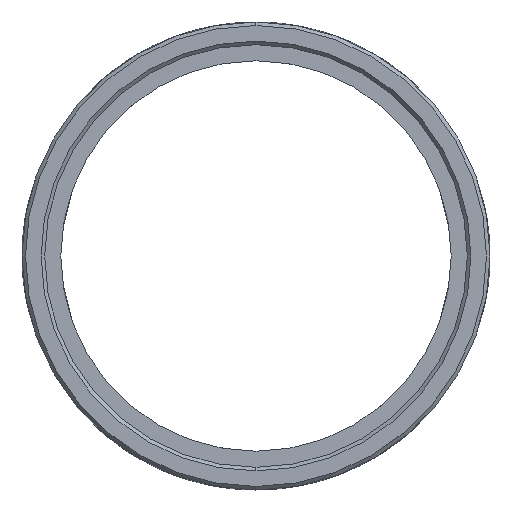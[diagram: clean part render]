
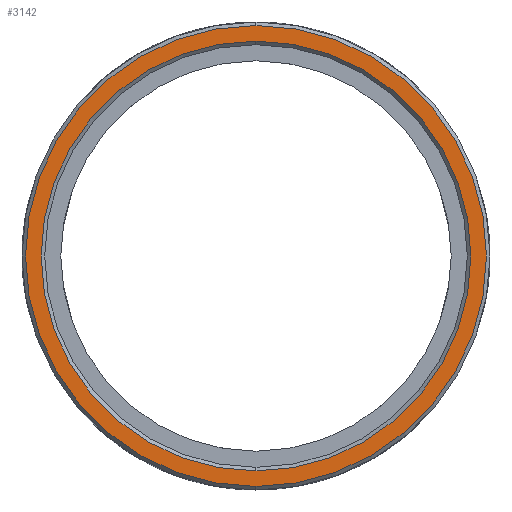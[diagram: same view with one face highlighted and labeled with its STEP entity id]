
A CAD part, left-side view. The second image highlights one B-rep face of the part: STEP entity #3142.
In plain terms, the highlighted planar face has unit normal (-1, 0, 0).
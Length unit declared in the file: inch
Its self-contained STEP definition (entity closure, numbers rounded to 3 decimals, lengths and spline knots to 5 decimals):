
#160 = CARTESIAN_POINT ( 'NONE',  ( -2.5, 0., 0. ) ) ;
#530 = CARTESIAN_POINT ( 'NONE',  ( -2.5, 0., -0.6475 ) ) ;
#680 = DIRECTION ( 'NONE',  ( -1., 0., 0. ) ) ;
#715 = DIRECTION ( 'NONE',  ( 0., 0., -1. ) ) ;
#786 = CIRCLE ( 'NONE', #1706, 0.6475 ) ;
#957 = EDGE_CURVE ( 'NONE', #2193, #1338, #786, .T. ) ;
#1084 = EDGE_CURVE ( 'NONE', #4758, #5453, #4191, .T. ) ;
#1168 = DIRECTION ( 'NONE',  ( 0., 0., -1. ) ) ;
#1338 = VERTEX_POINT ( 'NONE', #2627 ) ;
#1570 = AXIS2_PLACEMENT_3D ( 'NONE', #3975, #680, #4521 ) ;
#1706 = AXIS2_PLACEMENT_3D ( 'NONE', #3828, #3803, #3776 ) ;
#1950 = CIRCLE ( 'NONE', #2408, 0.60375 ) ;
#1955 = AXIS2_PLACEMENT_3D ( 'NONE', #2229, #4469, #1168 ) ;
#2075 = AXIS2_PLACEMENT_3D ( 'NONE', #3235, #3209, #2739 ) ;
#2193 = VERTEX_POINT ( 'NONE', #530 ) ;
#2229 = CARTESIAN_POINT ( 'NONE',  ( -2.5, 0., 0. ) ) ;
#2408 = AXIS2_PLACEMENT_3D ( 'NONE', #160, #4008, #715 ) ;
#2627 = CARTESIAN_POINT ( 'NONE',  ( -2.5, 0., 0.6475 ) ) ;
#2739 = DIRECTION ( 'NONE',  ( 0., 0., -1. ) ) ;
#2904 = FACE_OUTER_BOUND ( 'NONE', #6724, .T. ) ;
#2941 = CARTESIAN_POINT ( 'NONE',  ( -2.5, 0., 0.60375 ) ) ;
#2980 = ORIENTED_EDGE ( 'NONE', *, *, #3206, .T. ) ;
#3105 = CARTESIAN_POINT ( 'NONE',  ( -2.5, 0., -0.60375 ) ) ;
#3142 = ADVANCED_FACE ( 'NONE', ( #4454, #2904 ), #6564, .F. ) ;
#3206 = EDGE_CURVE ( 'NONE', #1338, #2193, #5154, .T. ) ;
#3209 = DIRECTION ( 'NONE',  ( 1., 0., 0. ) ) ;
#3235 = CARTESIAN_POINT ( 'NONE',  ( -2.5, 0., 0. ) ) ;
#3703 = EDGE_LOOP ( 'NONE', ( #4174, #4270 ) ) ;
#3776 = DIRECTION ( 'NONE',  ( 0., 0., -1. ) ) ;
#3803 = DIRECTION ( 'NONE',  ( -1., 0., 0. ) ) ;
#3828 = CARTESIAN_POINT ( 'NONE',  ( -2.5, 0., 0. ) ) ;
#3975 = CARTESIAN_POINT ( 'NONE',  ( -2.5, 0., 0. ) ) ;
#4008 = DIRECTION ( 'NONE',  ( 1., 0., 0. ) ) ;
#4174 = ORIENTED_EDGE ( 'NONE', *, *, #5321, .T. ) ;
#4191 = CIRCLE ( 'NONE', #2075, 0.60375 ) ;
#4270 = ORIENTED_EDGE ( 'NONE', *, *, #1084, .T. ) ;
#4454 = FACE_BOUND ( 'NONE', #3703, .T. ) ;
#4469 = DIRECTION ( 'NONE',  ( 1., 0., 0. ) ) ;
#4521 = DIRECTION ( 'NONE',  ( 0., 0., -1. ) ) ;
#4758 = VERTEX_POINT ( 'NONE', #3105 ) ;
#5154 = CIRCLE ( 'NONE', #1570, 0.6475 ) ;
#5321 = EDGE_CURVE ( 'NONE', #5453, #4758, #1950, .T. ) ;
#5453 = VERTEX_POINT ( 'NONE', #2941 ) ;
#6141 = ORIENTED_EDGE ( 'NONE', *, *, #957, .T. ) ;
#6564 = PLANE ( 'NONE',  #1955 ) ;
#6724 = EDGE_LOOP ( 'NONE', ( #6141, #2980 ) ) ;
